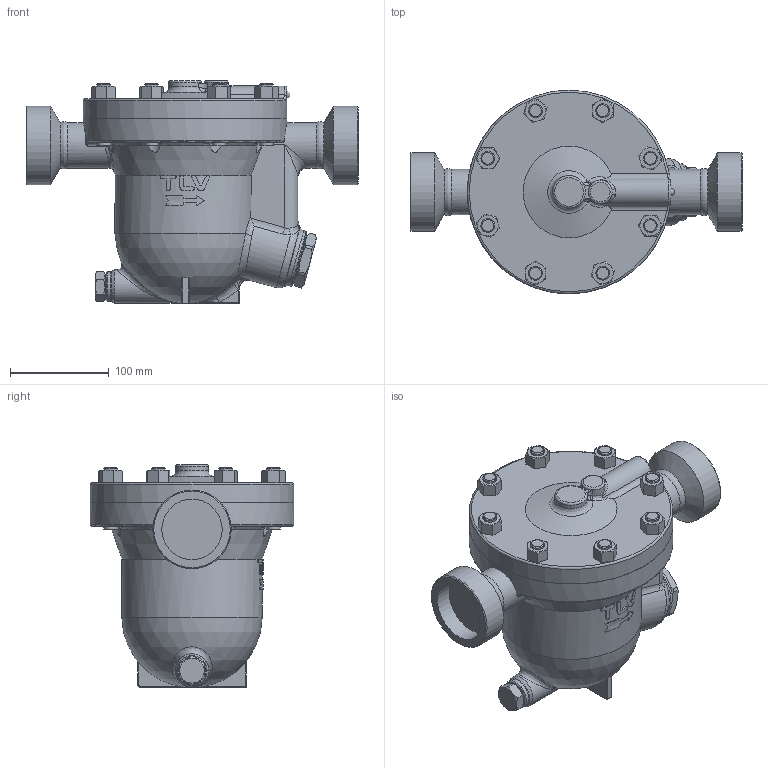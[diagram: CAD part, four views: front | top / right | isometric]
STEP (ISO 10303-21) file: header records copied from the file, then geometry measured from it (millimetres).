
FILE_DESCRIPTION((''),'2;1');
FILE_NAME('j7rlx-050-sw000-00.stp','2010-07-27T11:10:53',('nakaot'),(''),'Autodesk Inventor 2008','Autodesk Inventor 2008','');
FILE_SCHEMA(('AUTOMOTIVE_DESIGN { 1 0 10303 214 1 1 1 1 }'));
Length unit declared in the file: millimetre
Products named in the file (1): j7rlx-050-sw000-00
Bounding box: 336 x 206 x 225.6 mm (x, y, z)
Volume: 4599909.2 mm3; surface area: 269468.8 mm2
Topology: 1 solids, 1 shells, 400 faces, 948 edges, 586 vertices
Faces by surface type: plane 140, cylinder 91, bspline 79, cone 77, torus 10, sphere 3
Full cylindrical faces by diameter (mm): 14 x24, 21 x1, 30 x1, 33 x1, 34 x1, 46 x2, 49.5 x1, 58 x1, 61.1 x1, 79.5 x1, 150 x1, 206 x2
Entity records: 19040 total; most frequent: CARTESIAN_POINT 10995, ORIENTED_EDGE 1710, DIRECTION 1485, EDGE_CURVE 855, AXIS2_PLACEMENT_3D 639, VERTEX_POINT 570, EDGE_LOOP 529, FACE_OUTER_BOUND 400
